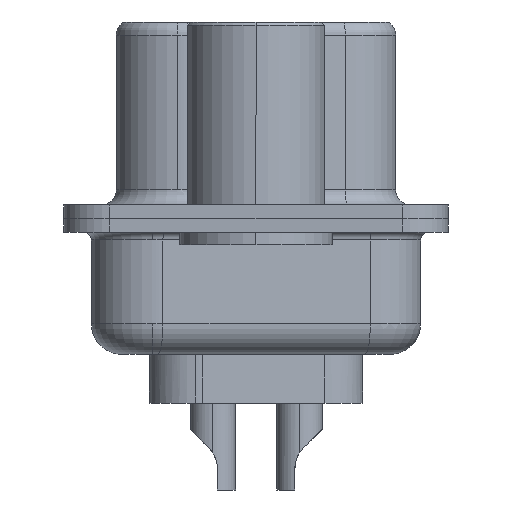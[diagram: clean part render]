
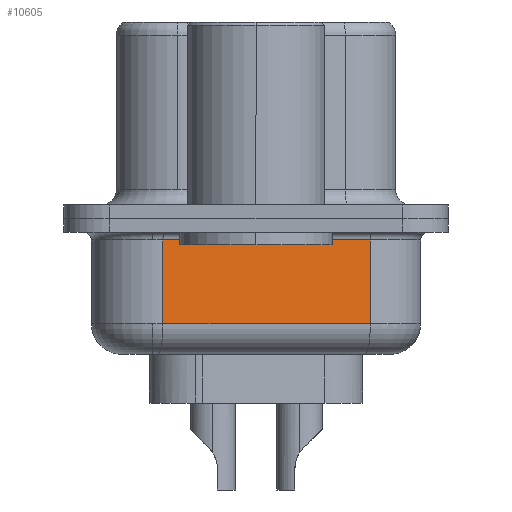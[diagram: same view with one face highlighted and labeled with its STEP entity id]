
A CAD part, left-side view. The second image highlights one B-rep face of the part: STEP entity #10605.
In plain terms, the highlighted planar face has unit normal (-0.985, -0.174, 0).
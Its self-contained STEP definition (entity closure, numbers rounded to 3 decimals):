
#62 = ORIENTED_EDGE ( 'NONE', *, *, #7495, .F. ) ;
#87 = EDGE_CURVE ( 'NONE', #13732, #2498, #5506, .T. ) ;
#153 = CARTESIAN_POINT ( 'NONE',  ( 2.85, 3.053, -0.7 ) ) ;
#908 = CARTESIAN_POINT ( 'NONE',  ( 2.85, 3.053, -4.45 ) ) ;
#958 = FACE_OUTER_BOUND ( 'NONE', #15141, .T. ) ;
#993 = VERTEX_POINT ( 'NONE', #4794 ) ;
#1194 = CARTESIAN_POINT ( 'NONE',  ( 2.85, 3.053, -0.7 ) ) ;
#2498 = VERTEX_POINT ( 'NONE', #6094 ) ;
#2761 = VECTOR ( 'NONE', #4625, 1000. ) ;
#3527 = CARTESIAN_POINT ( 'NONE',  ( 4.049, -3.747, -3.45 ) ) ;
#4625 = DIRECTION ( 'NONE',  ( 0.174, -0.985, 0. ) ) ;
#4794 = CARTESIAN_POINT ( 'NONE',  ( 2.85, 3.053, -3.45 ) ) ;
#5239 = LINE ( 'NONE', #908, #9455 ) ;
#5506 = LINE ( 'NONE', #15405, #9726 ) ;
#6094 = CARTESIAN_POINT ( 'NONE',  ( 4.049, -3.747, -0.7 ) ) ;
#6593 = DIRECTION ( 'NONE',  ( 0., 0., 1. ) ) ;
#7130 = PLANE ( 'NONE',  #10344 ) ;
#7495 = EDGE_CURVE ( 'NONE', #993, #21919, #5239, .T. ) ;
#8686 = EDGE_CURVE ( 'NONE', #993, #13732, #12961, .T. ) ;
#8932 = DIRECTION ( 'NONE',  ( -0.174, 0.985, 0. ) ) ;
#8995 = LINE ( 'NONE', #1194, #22757 ) ;
#9437 = ORIENTED_EDGE ( 'NONE', *, *, #9878, .T. ) ;
#9455 = VECTOR ( 'NONE', #6593, 1000. ) ;
#9726 = VECTOR ( 'NONE', #21274, 1000. ) ;
#9878 = EDGE_CURVE ( 'NONE', #2498, #21919, #8995, .T. ) ;
#10344 = AXIS2_PLACEMENT_3D ( 'NONE', #12444, #19680, #8932 ) ;
#10535 = ORIENTED_EDGE ( 'NONE', *, *, #87, .T. ) ;
#10605 = ADVANCED_FACE ( 'NONE', ( #958 ), #7130, .F. ) ;
#12085 = DIRECTION ( 'NONE',  ( -0.174, 0.985, 0. ) ) ;
#12444 = CARTESIAN_POINT ( 'NONE',  ( 2.85, 3.053, -4.45 ) ) ;
#12961 = LINE ( 'NONE', #19106, #2761 ) ;
#13732 = VERTEX_POINT ( 'NONE', #3527 ) ;
#15141 = EDGE_LOOP ( 'NONE', ( #62, #17199, #10535, #9437 ) ) ;
#15405 = CARTESIAN_POINT ( 'NONE',  ( 4.049, -3.747, -4.45 ) ) ;
#17199 = ORIENTED_EDGE ( 'NONE', *, *, #8686, .T. ) ;
#19106 = CARTESIAN_POINT ( 'NONE',  ( 2.85, 3.053, -3.45 ) ) ;
#19680 = DIRECTION ( 'NONE',  ( 0.985, 0.174, 0. ) ) ;
#21274 = DIRECTION ( 'NONE',  ( 0., 0., 1. ) ) ;
#21919 = VERTEX_POINT ( 'NONE', #153 ) ;
#22757 = VECTOR ( 'NONE', #12085, 1000. ) ;
